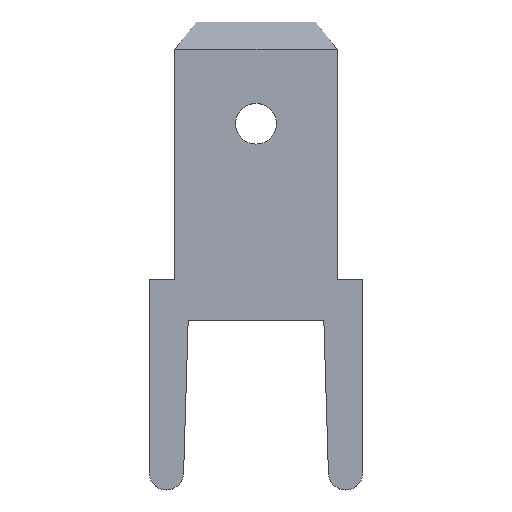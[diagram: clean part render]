
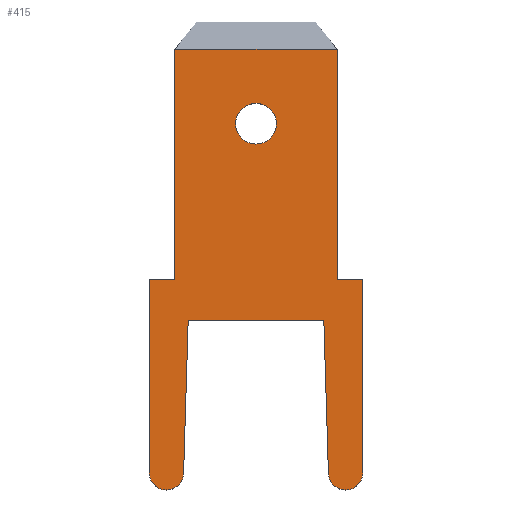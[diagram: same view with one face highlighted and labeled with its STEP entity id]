
A CAD part, top view. The second image highlights one B-rep face of the part: STEP entity #415.
In plain terms, the highlighted planar face has unit normal (0, 0, 1).
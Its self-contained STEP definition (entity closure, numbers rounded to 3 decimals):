
#1 = CARTESIAN_POINT ( 'NONE',  ( 2.65, -10.3, 0.8 ) ) ;
#13 = VECTOR ( 'NONE', #157, 1000. ) ;
#21 = AXIS2_PLACEMENT_3D ( 'NONE', #63, #242, #839 ) ;
#52 = CARTESIAN_POINT ( 'NONE',  ( 2., -5.8, 0.8 ) ) ;
#54 = ORIENTED_EDGE ( 'NONE', *, *, #395, .T. ) ;
#63 = CARTESIAN_POINT ( 'NONE',  ( -2.65, -10.3, 0.8 ) ) ;
#68 = VECTOR ( 'NONE', #700, 1000. ) ;
#76 = AXIS2_PLACEMENT_3D ( 'NONE', #859, #592, #151 ) ;
#91 = DIRECTION ( 'NONE',  ( 0., 1., 0. ) ) ;
#92 = CARTESIAN_POINT ( 'NONE',  ( 2.65, -10.8, 0.8 ) ) ;
#95 = CARTESIAN_POINT ( 'NONE',  ( -2.65, -5.8, 0.8 ) ) ;
#98 = EDGE_CURVE ( 'NONE', #895, #402, #358, .T. ) ;
#101 = LINE ( 'NONE', #819, #68 ) ;
#108 = CIRCLE ( 'NONE', #450, 0.5 ) ;
#115 = DIRECTION ( 'NONE',  ( 1., 0., 0. ) ) ;
#120 = VECTOR ( 'NONE', #367, 1000. ) ;
#130 = VERTEX_POINT ( 'NONE', #1116 ) ;
#144 = ORIENTED_EDGE ( 'NONE', *, *, #1106, .T. ) ;
#151 = DIRECTION ( 'NONE',  ( -1., 0., 0. ) ) ;
#157 = DIRECTION ( 'NONE',  ( 1., 0., 0. ) ) ;
#171 = CIRCLE ( 'NONE', #794, 0.6 ) ;
#173 = LINE ( 'NONE', #95, #828 ) ;
#199 = DIRECTION ( 'NONE',  ( 0., 1., 0. ) ) ;
#209 = CARTESIAN_POINT ( 'NONE',  ( -2.65, 2.2, 0.8 ) ) ;
#210 = EDGE_CURVE ( 'NONE', #939, #863, #173, .T. ) ;
#236 = EDGE_CURVE ( 'NONE', #341, #939, #688, .T. ) ;
#237 = VERTEX_POINT ( 'NONE', #281 ) ;
#238 = CARTESIAN_POINT ( 'NONE',  ( -2.635, -10.3, 0.8 ) ) ;
#242 = DIRECTION ( 'NONE',  ( 0., 0., 1. ) ) ;
#246 = VERTEX_POINT ( 'NONE', #613 ) ;
#256 = VERTEX_POINT ( 'NONE', #532 ) ;
#257 = AXIS2_PLACEMENT_3D ( 'NONE', #709, #1065, #698 ) ;
#271 = LINE ( 'NONE', #885, #665 ) ;
#274 = ORIENTED_EDGE ( 'NONE', *, *, #1049, .T. ) ;
#281 = CARTESIAN_POINT ( 'NONE',  ( 0.6, 0., 0.8 ) ) ;
#282 = CARTESIAN_POINT ( 'NONE',  ( 2.4, 2.2, 0.8 ) ) ;
#295 = CARTESIAN_POINT ( 'NONE',  ( -2.135, -10.315, 0.8 ) ) ;
#305 = EDGE_CURVE ( 'NONE', #385, #1079, #547, .T. ) ;
#312 = ORIENTED_EDGE ( 'NONE', *, *, #411, .T. ) ;
#316 = CARTESIAN_POINT ( 'NONE',  ( -2.65, -4.6, 0.8 ) ) ;
#321 = CARTESIAN_POINT ( 'NONE',  ( -2.65, -4.6, 0.8 ) ) ;
#327 = EDGE_CURVE ( 'NONE', #130, #385, #101, .T. ) ;
#341 = VERTEX_POINT ( 'NONE', #295 ) ;
#353 = ORIENTED_EDGE ( 'NONE', *, *, #740, .T. ) ;
#358 = LINE ( 'NONE', #953, #1045 ) ;
#365 = ORIENTED_EDGE ( 'NONE', *, *, #869, .T. ) ;
#367 = DIRECTION ( 'NONE',  ( 0., -1., 0. ) ) ;
#374 = LINE ( 'NONE', #620, #120 ) ;
#385 = VERTEX_POINT ( 'NONE', #707 ) ;
#395 = EDGE_CURVE ( 'NONE', #237, #916, #171, .T. ) ;
#399 = ORIENTED_EDGE ( 'NONE', *, *, #659, .T. ) ;
#402 = VERTEX_POINT ( 'NONE', #468 ) ;
#404 = PLANE ( 'NONE',  #21 ) ;
#408 = DIRECTION ( 'NONE',  ( 0., 0., -1. ) ) ;
#411 = EDGE_CURVE ( 'NONE', #867, #474, #374, .T. ) ;
#415 = ADVANCED_FACE ( 'NONE', ( #948, #704 ), #404, .T. ) ;
#446 = EDGE_CURVE ( 'NONE', #402, #1101, #890, .T. ) ;
#450 = AXIS2_PLACEMENT_3D ( 'NONE', #238, #653, #522 ) ;
#454 = EDGE_CURVE ( 'NONE', #256, #341, #108, .T. ) ;
#468 = CARTESIAN_POINT ( 'NONE',  ( 3.15, -4.6, 0.8 ) ) ;
#474 = VERTEX_POINT ( 'NONE', #860 ) ;
#478 = CARTESIAN_POINT ( 'NONE',  ( 3.15, -10.3, 0.8 ) ) ;
#489 = ORIENTED_EDGE ( 'NONE', *, *, #305, .T. ) ;
#504 = ORIENTED_EDGE ( 'NONE', *, *, #236, .T. ) ;
#522 = DIRECTION ( 'NONE',  ( 1., 0., 0. ) ) ;
#532 = CARTESIAN_POINT ( 'NONE',  ( -2.635, -10.8, 0.8 ) ) ;
#535 = CARTESIAN_POINT ( 'NONE',  ( -2.65, -10.3, 0.8 ) ) ;
#547 = CIRCLE ( 'NONE', #1084, 0.5 ) ;
#554 = CARTESIAN_POINT ( 'NONE',  ( -2.4, 2.2, 0.8 ) ) ;
#557 = DIRECTION ( 'NONE',  ( 0., 0., 1. ) ) ;
#570 = EDGE_CURVE ( 'NONE', #1103, #895, #728, .T. ) ;
#582 = CIRCLE ( 'NONE', #257, 0.5 ) ;
#584 = VECTOR ( 'NONE', #737, 1000. ) ;
#586 = ORIENTED_EDGE ( 'NONE', *, *, #570, .T. ) ;
#587 = ORIENTED_EDGE ( 'NONE', *, *, #454, .T. ) ;
#592 = DIRECTION ( 'NONE',  ( 0., 0., -1. ) ) ;
#607 = DIRECTION ( 'NONE',  ( 0.03, 1., 0. ) ) ;
#608 = DIRECTION ( 'NONE',  ( 1., 0., 0. ) ) ;
#612 = ORIENTED_EDGE ( 'NONE', *, *, #699, .T. ) ;
#613 = CARTESIAN_POINT ( 'NONE',  ( 2.135, -10.315, 0.8 ) ) ;
#620 = CARTESIAN_POINT ( 'NONE',  ( -2.4, -10.3, 0.8 ) ) ;
#635 = CARTESIAN_POINT ( 'NONE',  ( 2., -5.8, 0.8 ) ) ;
#653 = DIRECTION ( 'NONE',  ( 0., 0., 1. ) ) ;
#656 = DIRECTION ( 'NONE',  ( -1., 0., 0. ) ) ;
#659 = EDGE_CURVE ( 'NONE', #1101, #694, #271, .T. ) ;
#665 = VECTOR ( 'NONE', #199, 1000. ) ;
#688 = LINE ( 'NONE', #784, #848 ) ;
#690 = EDGE_LOOP ( 'NONE', ( #950, #54 ) ) ;
#694 = VERTEX_POINT ( 'NONE', #282 ) ;
#695 = DIRECTION ( 'NONE',  ( 1., 0., 0. ) ) ;
#696 = LINE ( 'NONE', #941, #13 ) ;
#698 = DIRECTION ( 'NONE',  ( 1., 0., 0. ) ) ;
#699 = EDGE_CURVE ( 'NONE', #246, #1064, #582, .T. ) ;
#700 = DIRECTION ( 'NONE',  ( 0., -1., 0. ) ) ;
#704 = FACE_OUTER_BOUND ( 'NONE', #979, .T. ) ;
#707 = CARTESIAN_POINT ( 'NONE',  ( -3.15, -10.3, 0.8 ) ) ;
#709 = CARTESIAN_POINT ( 'NONE',  ( 2.635, -10.3, 0.8 ) ) ;
#710 = LINE ( 'NONE', #316, #924 ) ;
#724 = VECTOR ( 'NONE', #995, 1000. ) ;
#728 = CIRCLE ( 'NONE', #914, 0.5 ) ;
#737 = DIRECTION ( 'NONE',  ( -1., 0., 0. ) ) ;
#740 = EDGE_CURVE ( 'NONE', #1064, #1103, #843, .T. ) ;
#765 = CARTESIAN_POINT ( 'NONE',  ( -2.65, -10.8, 0.8 ) ) ;
#784 = CARTESIAN_POINT ( 'NONE',  ( -2.135, -10.315, 0.8 ) ) ;
#792 = DIRECTION ( 'NONE',  ( 1., 0., 0. ) ) ;
#794 = AXIS2_PLACEMENT_3D ( 'NONE', #827, #408, #917 ) ;
#808 = CARTESIAN_POINT ( 'NONE',  ( -0.6, 0., 0.8 ) ) ;
#812 = DIRECTION ( 'NONE',  ( -1., 0., 0. ) ) ;
#815 = VECTOR ( 'NONE', #792, 1000. ) ;
#819 = CARTESIAN_POINT ( 'NONE',  ( -3.15, -10.3, 0.8 ) ) ;
#827 = CARTESIAN_POINT ( 'NONE',  ( 0., 0., 0.8 ) ) ;
#828 = VECTOR ( 'NONE', #695, 1000. ) ;
#839 = DIRECTION ( 'NONE',  ( 1., 0., 0. ) ) ;
#843 = LINE ( 'NONE', #986, #815 ) ;
#848 = VECTOR ( 'NONE', #607, 1000. ) ;
#849 = ORIENTED_EDGE ( 'NONE', *, *, #98, .T. ) ;
#859 = CARTESIAN_POINT ( 'NONE',  ( 0., 0., 0.8 ) ) ;
#860 = CARTESIAN_POINT ( 'NONE',  ( -2.4, -4.6, 0.8 ) ) ;
#863 = VERTEX_POINT ( 'NONE', #52 ) ;
#867 = VERTEX_POINT ( 'NONE', #554 ) ;
#869 = EDGE_CURVE ( 'NONE', #694, #867, #1090, .T. ) ;
#883 = ORIENTED_EDGE ( 'NONE', *, *, #327, .T. ) ;
#885 = CARTESIAN_POINT ( 'NONE',  ( 2.4, -10.3, 0.8 ) ) ;
#890 = LINE ( 'NONE', #321, #584 ) ;
#895 = VERTEX_POINT ( 'NONE', #478 ) ;
#903 = CARTESIAN_POINT ( 'NONE',  ( -2., -5.8, 0.8 ) ) ;
#914 = AXIS2_PLACEMENT_3D ( 'NONE', #1, #1060, #608 ) ;
#916 = VERTEX_POINT ( 'NONE', #808 ) ;
#917 = DIRECTION ( 'NONE',  ( -1., 0., 0. ) ) ;
#924 = VECTOR ( 'NONE', #656, 1000. ) ;
#927 = EDGE_CURVE ( 'NONE', #863, #246, #1056, .T. ) ;
#939 = VERTEX_POINT ( 'NONE', #903 ) ;
#941 = CARTESIAN_POINT ( 'NONE',  ( -2.65, -10.8, 0.8 ) ) ;
#948 = FACE_BOUND ( 'NONE', #690, .T. ) ;
#950 = ORIENTED_EDGE ( 'NONE', *, *, #1089, .T. ) ;
#953 = CARTESIAN_POINT ( 'NONE',  ( 3.15, -10.3, 0.8 ) ) ;
#965 = ORIENTED_EDGE ( 'NONE', *, *, #446, .T. ) ;
#979 = EDGE_LOOP ( 'NONE', ( #965, #399, #365, #312, #274, #883, #489, #144, #587, #504, #1087, #1032, #612, #353, #586, #849 ) ) ;
#986 = CARTESIAN_POINT ( 'NONE',  ( -2.65, -10.8, 0.8 ) ) ;
#995 = DIRECTION ( 'NONE',  ( 0.03, -1., 0. ) ) ;
#1021 = CARTESIAN_POINT ( 'NONE',  ( 2.635, -10.8, 0.8 ) ) ;
#1032 = ORIENTED_EDGE ( 'NONE', *, *, #927, .T. ) ;
#1045 = VECTOR ( 'NONE', #91, 1000. ) ;
#1049 = EDGE_CURVE ( 'NONE', #474, #130, #710, .T. ) ;
#1056 = LINE ( 'NONE', #635, #724 ) ;
#1060 = DIRECTION ( 'NONE',  ( 0., 0., 1. ) ) ;
#1064 = VERTEX_POINT ( 'NONE', #1021 ) ;
#1065 = DIRECTION ( 'NONE',  ( 0., 0., 1. ) ) ;
#1079 = VERTEX_POINT ( 'NONE', #765 ) ;
#1084 = AXIS2_PLACEMENT_3D ( 'NONE', #535, #557, #115 ) ;
#1087 = ORIENTED_EDGE ( 'NONE', *, *, #210, .T. ) ;
#1089 = EDGE_CURVE ( 'NONE', #916, #237, #1119, .T. ) ;
#1090 = LINE ( 'NONE', #209, #1107 ) ;
#1101 = VERTEX_POINT ( 'NONE', #1129 ) ;
#1103 = VERTEX_POINT ( 'NONE', #92 ) ;
#1106 = EDGE_CURVE ( 'NONE', #1079, #256, #696, .T. ) ;
#1107 = VECTOR ( 'NONE', #812, 1000. ) ;
#1116 = CARTESIAN_POINT ( 'NONE',  ( -3.15, -4.6, 0.8 ) ) ;
#1119 = CIRCLE ( 'NONE', #76, 0.6 ) ;
#1129 = CARTESIAN_POINT ( 'NONE',  ( 2.4, -4.6, 0.8 ) ) ;
